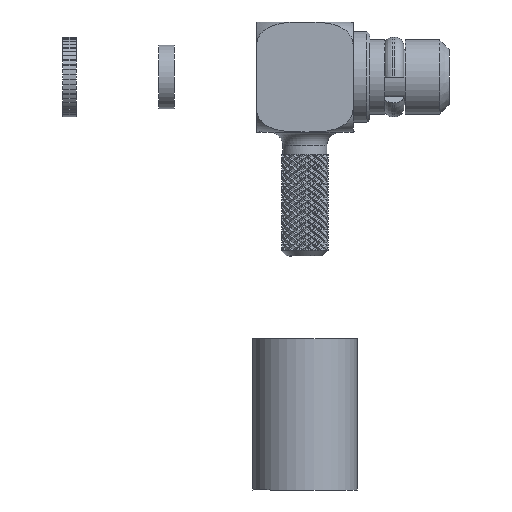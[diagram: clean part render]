
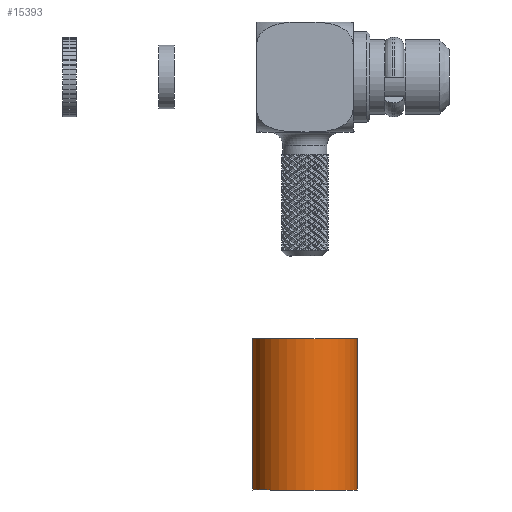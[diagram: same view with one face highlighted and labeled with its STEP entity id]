
A CAD part, front view. The second image highlights one B-rep face of the part: STEP entity #15393.
In plain terms, the highlighted cylindrical face has radius 1.9 mm (diameter 3.8 mm), a full revolution.
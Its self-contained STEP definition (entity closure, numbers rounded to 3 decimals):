
#15393 = ADVANCED_FACE( '', ( #30917, #30918 ), #30919, .T. );
#30917 = FACE_OUTER_BOUND( '', #245465, .T. );
#30918 = FACE_OUTER_BOUND( '', #245466, .T. );
#30919 = CYLINDRICAL_SURFACE( '', #245467, 1.9 );
#245465 = EDGE_LOOP( '', ( #279061 ) );
#245466 = EDGE_LOOP( '', ( #279062 ) );
#245467 = AXIS2_PLACEMENT_3D( '', #279063, #279064, #279065 );
#279061 = ORIENTED_EDGE( '', *, *, #287941, .F. );
#279062 = ORIENTED_EDGE( '', *, *, #281459, .T. );
#279063 = CARTESIAN_POINT( '', ( 0., 0., -7.5 ) );
#279064 = DIRECTION( '', ( 0., 0., 1. ) );
#279065 = DIRECTION( '', ( -1., 0., 0. ) );
#281459 = EDGE_CURVE( '', #298807, #298807, #298808, .T. );
#287941 = EDGE_CURVE( '', #308252, #308252, #308253, .T. );
#298807 = VERTEX_POINT( '', #331701 );
#298808 = CIRCLE( '', #331702, 1.9 );
#308252 = VERTEX_POINT( '', #378538 );
#308253 = CIRCLE( '', #378539, 1.9 );
#331701 = CARTESIAN_POINT( '', ( -1.9, 0., -13. ) );
#331702 = AXIS2_PLACEMENT_3D( '', #419042, #419043, #419044 );
#378538 = CARTESIAN_POINT( '', ( -1.9, 0., -7.5 ) );
#378539 = AXIS2_PLACEMENT_3D( '', #420364, #420365, #420366 );
#419042 = CARTESIAN_POINT( '', ( 0., 0., -13. ) );
#419043 = DIRECTION( '', ( 0., 0., 1. ) );
#419044 = DIRECTION( '', ( -1., 0., 0. ) );
#420364 = CARTESIAN_POINT( '', ( 0., 0., -7.5 ) );
#420365 = DIRECTION( '', ( 0., 0., 1. ) );
#420366 = DIRECTION( '', ( -1., 0., 0. ) );
